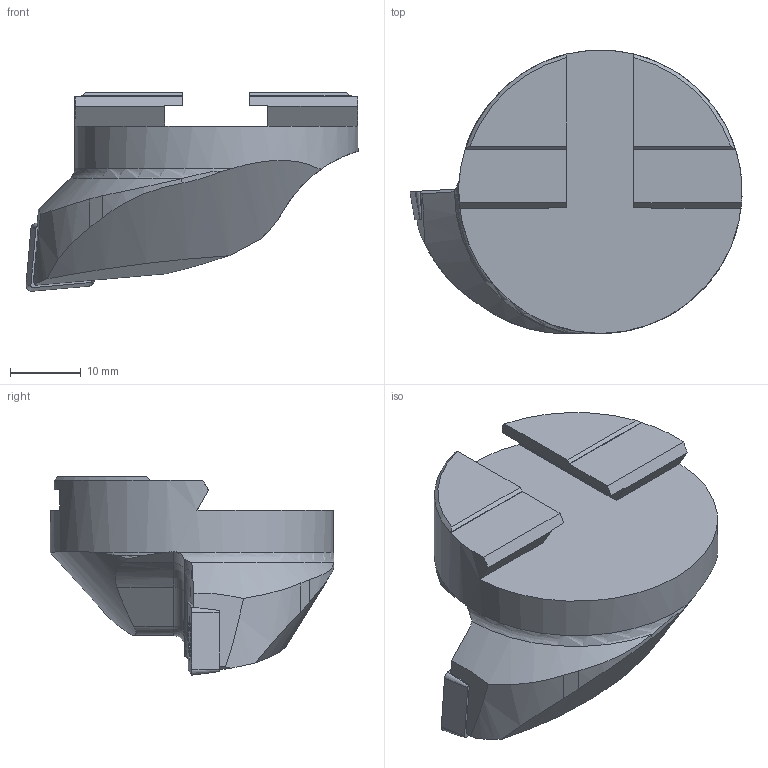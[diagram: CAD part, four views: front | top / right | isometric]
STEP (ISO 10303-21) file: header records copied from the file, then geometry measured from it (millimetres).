
FILE_DESCRIPTION(/* description */ (''),/* implementation_level */ '2;1');
FILE_NAME(/* name */ '1642492807404.stp',/* time_stamp */ '2022-01-18T13:30:25+05:00',/* author */ (''),/* organization */ ('SMS'),/* preprocessor_version */ 'ST-DEVELOPER v16.7',/* originating_system */ 'SIEMENS PLM Software NX 12.0',/* authorisation */ '');
FILE_SCHEMA (('AUTOMOTIVE_DESIGN { 1 0 10303 214 3 1 1 1 }'));
Length unit declared in the file: millimetre
Products named in the file (4): IsoTurningInsert; ASSEMBLY_CONSTRUCTION; 203919053mod000_00; 203919055mod000_00
Assembly tree (3 placements, depth 2):
  203919055mod000_00
    203919053mod000_00
    ASSEMBLY_CONSTRUCTION
    IsoTurningInsert
Bounding box: 46.86 x 40.05 x 28 mm (x, y, z)
Volume: 19281.9 mm3; surface area: 5553.4 mm2
Topology: 2 solids, 2 shells, 84 faces, 228 edges, 156 vertices
Faces by surface type: plane 41, cylinder 21, torus 12, cone 10
Full cylindrical faces by diameter (mm): 4.4 x2, 40 x1
Entity records: 2921 total; most frequent: CARTESIAN_POINT 738, ORIENTED_EDGE 422, DIRECTION 422, EDGE_CURVE 211, AXIS2_PLACEMENT_3D 167, VERTEX_POINT 142, EDGE_LOOP 95, LINE 88
